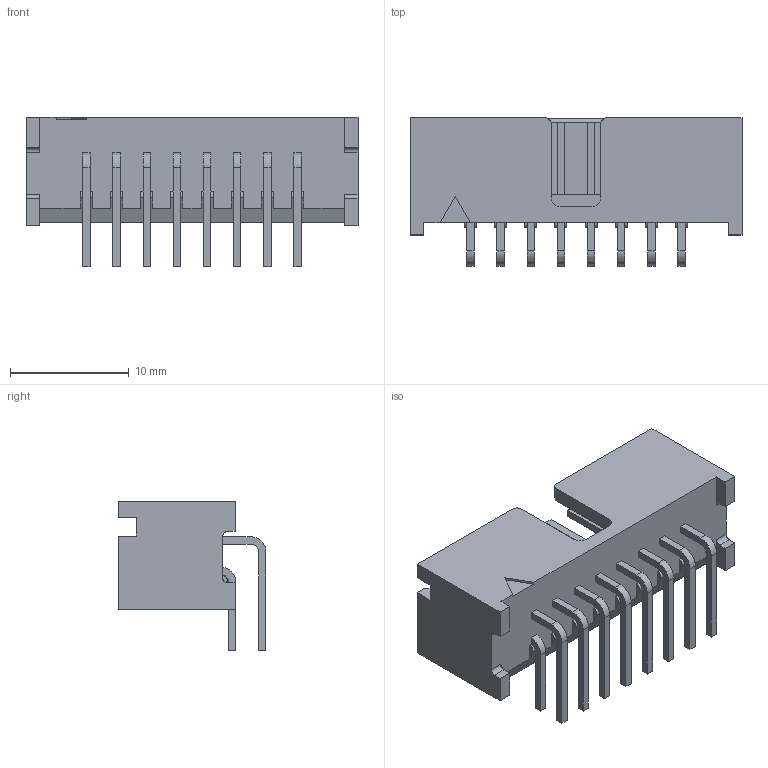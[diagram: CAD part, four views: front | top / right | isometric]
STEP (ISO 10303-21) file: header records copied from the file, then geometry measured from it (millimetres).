
FILE_DESCRIPTION(('FreeCAD Model'),'2;1');
FILE_NAME('c-5103310-3-b-3d.stp','2017-07-10T11:37:56',('Author'),('') ,'Open CASCADE STEP processor 6.8','FreeCAD','Unknown');
FILE_SCHEMA(('AUTOMOTIVE_DESIGN_CC2 { 1 2 10303 214 -1 1 5 4 }'));
Length unit declared in the file: millimetre
Products named in the file (1): C-5103310-3
Bounding box: 27.94 x 12.45 x 12.57 mm (x, y, z)
Volume: 1077.2 mm3; surface area: 2081.9 mm2
Topology: 1 solids, 1 shells, 311 faces, 821 edges, 544 vertices
Faces by surface type: plane 255, cylinder 56
Entity records: 27790 total; most frequent: CARTESIAN_POINT 9379, DIRECTION 2905, LINE 1997, VECTOR 1997, ORIENTED_EDGE 1642, PCURVE 1642, DEFINITIONAL_REPRESENTATION 1642, EDGE_CURVE 821
